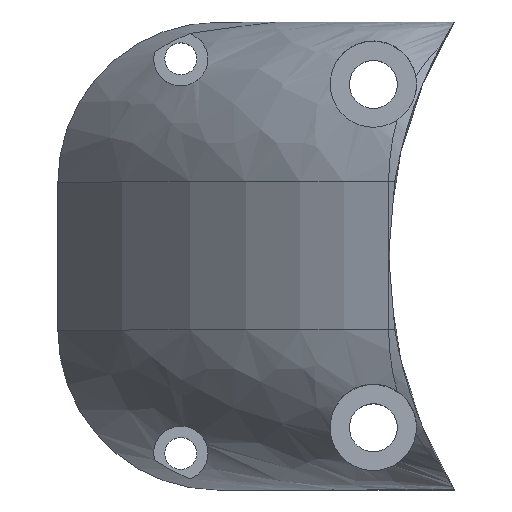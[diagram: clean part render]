
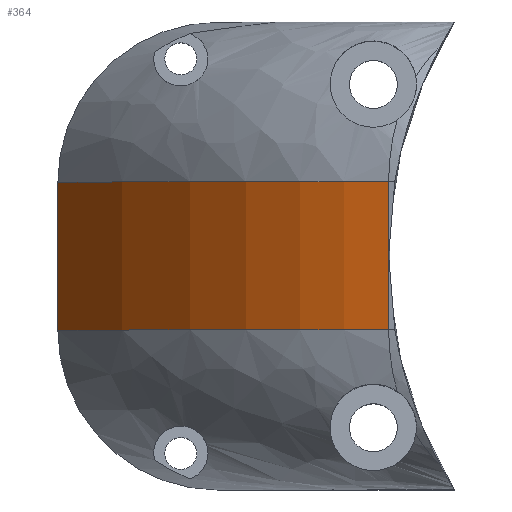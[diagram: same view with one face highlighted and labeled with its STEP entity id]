
A CAD part, top view. The second image highlights one B-rep face of the part: STEP entity #364.
In plain terms, the highlighted free-form (B-spline) face has degree [3, 1] with [4, 2] control points.
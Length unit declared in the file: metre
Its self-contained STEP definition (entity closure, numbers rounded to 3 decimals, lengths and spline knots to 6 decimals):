
#25=(
BOUNDED_CURVE()
B_SPLINE_CURVE(3,(#614,#615,#616,#617,#618,#619,#620,#621),
 .UNSPECIFIED.,.F.,.F.)
B_SPLINE_CURVE_WITH_KNOTS((4,2,2,4),(0.,0.5,0.75,1.),.UNSPECIFIED.)
CURVE()
GEOMETRIC_REPRESENTATION_ITEM()
RATIONAL_B_SPLINE_CURVE((1.,1.,1.,1.,1.,1.,1.,1.))
REPRESENTATION_ITEM('')
);
#26=LINE('',#561,#33);
#27=LINE('',#575,#34);
#30=LINE('',#612,#37);
#33=VECTOR('',#460,1.);
#34=VECTOR('',#461,1.);
#37=VECTOR('',#466,1.);
#44=B_SPLINE_CURVE_WITH_KNOTS('',3,(#603,#604,#605,#606,#607,#608,#609,
#610),.UNSPECIFIED.,.F.,.F.,(4,2,2,4),(0.,0.5,0.75,1.),.UNSPECIFIED.);
#60=B_SPLINE_SURFACE_WITH_KNOTS('',3,1,((#595,#596),(#597,#598),(#599,#600),
(#601,#602)),.SURF_OF_LINEAR_EXTRUSION.,.F.,.F.,.F.,(4,4),(2,2),(0.,0.573499),
(0.,1.),.PIECEWISE_BEZIER_KNOTS.);
#78=ORIENTED_EDGE('',*,*,#174,.F.);
#79=ORIENTED_EDGE('',*,*,#175,.F.);
#80=ORIENTED_EDGE('',*,*,#176,.T.);
#81=ORIENTED_EDGE('',*,*,#169,.T.);
#82=ORIENTED_EDGE('',*,*,#167,.T.);
#167=EDGE_CURVE('',#214,#215,#26,.T.);
#169=EDGE_CURVE('',#217,#214,#27,.T.);
#174=EDGE_CURVE('',#221,#215,#44,.T.);
#175=EDGE_CURVE('',#222,#221,#30,.T.);
#176=EDGE_CURVE('',#222,#217,#25,.T.);
#214=VERTEX_POINT('',#555);
#215=VERTEX_POINT('',#560);
#217=VERTEX_POINT('',#576);
#221=VERTEX_POINT('',#611);
#222=VERTEX_POINT('',#613);
#272=EDGE_LOOP('',(#78,#79,#80,#81,#82));
#315=FACE_BOUND('',#272,.T.);
#364=ADVANCED_FACE('',(#315),#60,.T.);
#460=DIRECTION('',(0.,1.,0.));
#461=DIRECTION('',(0.,1.,0.));
#466=DIRECTION('',(0.,1.,0.));
#555=CARTESIAN_POINT('',(-0.02815,0.,0.1326));
#560=CARTESIAN_POINT('',(-0.02815,0.004632,0.1326));
#561=CARTESIAN_POINT('',(-0.02815,-0.014634,0.1326));
#575=CARTESIAN_POINT('',(-0.02815,-0.014634,0.1326));
#576=CARTESIAN_POINT('',(-0.02815,-0.004632,0.1326));
#595=CARTESIAN_POINT('',(-0.04885,-0.004632,0.113));
#596=CARTESIAN_POINT('',(-0.04885,0.004632,0.113));
#597=CARTESIAN_POINT('',(-0.042704,-0.004632,0.124043));
#598=CARTESIAN_POINT('',(-0.042704,0.004632,0.124043));
#599=CARTESIAN_POINT('',(-0.035804,-0.004632,0.130577));
#600=CARTESIAN_POINT('',(-0.035804,0.004632,0.130577));
#601=CARTESIAN_POINT('',(-0.02815,-0.004632,0.1326));
#602=CARTESIAN_POINT('',(-0.02815,0.004632,0.1326));
#603=CARTESIAN_POINT('',(-0.04885,0.004632,0.113));
#604=CARTESIAN_POINT('',(-0.045777,0.004632,0.118522));
#605=CARTESIAN_POINT('',(-0.042516,0.004632,0.122916));
#606=CARTESIAN_POINT('',(-0.037341,0.004632,0.127816));
#607=CARTESIAN_POINT('',(-0.035569,0.004632,0.129167));
#608=CARTESIAN_POINT('',(-0.03193,0.004632,0.131306));
#609=CARTESIAN_POINT('',(-0.030064,0.004632,0.132094));
#610=CARTESIAN_POINT('',(-0.02815,0.004632,0.1326));
#611=CARTESIAN_POINT('',(-0.04885,0.004632,0.113));
#612=CARTESIAN_POINT('',(-0.04885,-0.014634,0.113));
#613=CARTESIAN_POINT('',(-0.04885,-0.004632,0.113));
#614=CARTESIAN_POINT('',(-0.04885,-0.004632,0.113));
#615=CARTESIAN_POINT('',(-0.045777,-0.004632,0.118522));
#616=CARTESIAN_POINT('',(-0.042516,-0.004632,0.122916));
#617=CARTESIAN_POINT('',(-0.037341,-0.004632,0.127816));
#618=CARTESIAN_POINT('',(-0.035569,-0.004632,0.129167));
#619=CARTESIAN_POINT('',(-0.03193,-0.004632,0.131306));
#620=CARTESIAN_POINT('',(-0.030064,-0.004632,0.132094));
#621=CARTESIAN_POINT('',(-0.02815,-0.004632,0.1326));
